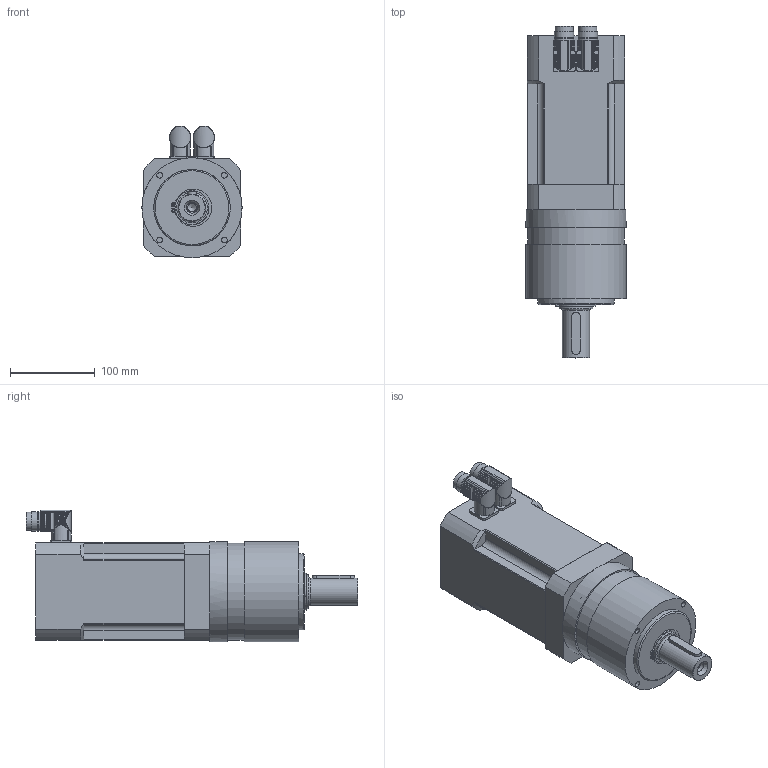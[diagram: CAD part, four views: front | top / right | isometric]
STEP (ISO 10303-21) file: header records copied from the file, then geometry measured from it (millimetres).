
FILE_DESCRIPTION(/* description */ (''),/* implementation_level */ '2;1');
FILE_NAME(/* name */ 'KSG41012Q_R4_PLG120',/* time_stamp */ '2009-02-11T14:42:30+01:00',/* author */ (''),/* organization */ (''),/* preprocessor_version */ 'ST-DEVELOPER v8',/* originating_system */ 'UNIGRAPHICS SOLUTIONS - UNIGRAPHICS 18.0',/* authorisation */ '');
FILE_SCHEMA (('AUTOMOTIVE_DESIGN { 1 2 10303 214 0 1 1 1 }'));
Length unit declared in the file: millimetre
Products named in the file (3): Getrieberumpf_SG4_PLG120_0; Winkelflanschdose_0; KSG4104Q_R4_PLG120_0
Assembly tree (3 placements, depth 2):
  KSG4104Q_R4_PLG120_0
    Winkelflanschdose_0  x2
    Getrieberumpf_SG4_PLG120_0
Bounding box: 118 x 391.15 x 154.99 mm (x, y, z)
Volume: 3544835.7 mm3; surface area: 240993.8 mm2
Topology: 4 solids, 6 shells, 831 faces, 2257 edges, 1445 vertices
Faces by surface type: cylinder 498, plane 191, torus 112, cone 21, sphere 9
Full cylindrical faces by diameter (mm): 2 x4, 2.5 x4, 6.6 x4, 6.647 x8, 10.106 x1, 11 x4, 13 x1, 16 x2, 20 x3, 21 x2, 21.5 x2, 23 x4, 30 x1, 32 x1, 34.2 x1, 37.5 x1, 38 x2, 40 x2, 46 x1, 47 x2, 49.5 x1, 52 x2, 55 x4, 58 x1, 90 x1, 114 x1, 118 x2
Entity records: 20869 total; most frequent: CARTESIAN_POINT 4710, DIRECTION 3504, ORIENTED_EDGE 3272, EDGE_CURVE 1636, AXIS2_PLACEMENT_3D 1511, VERTEX_POINT 1071, CIRCLE 839, EDGE_LOOP 801
